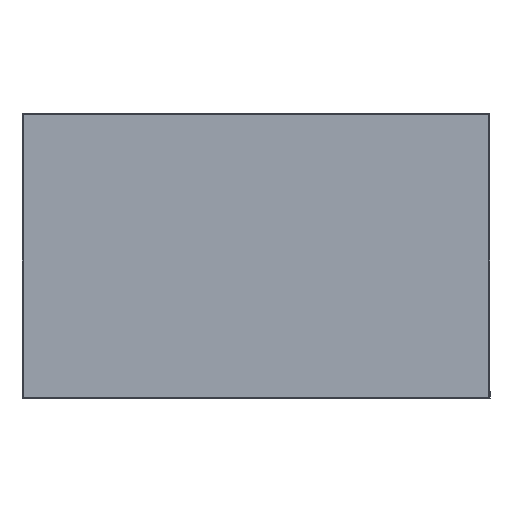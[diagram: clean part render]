
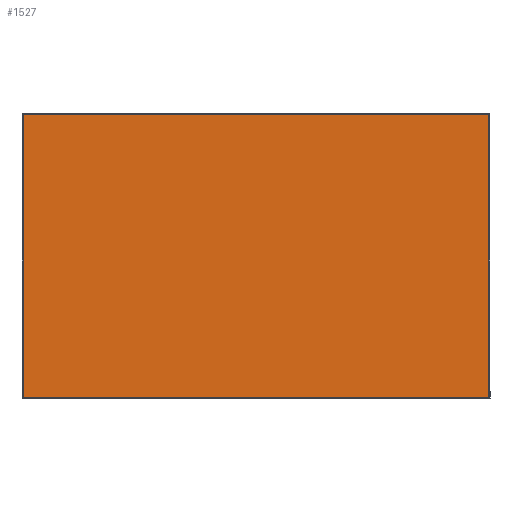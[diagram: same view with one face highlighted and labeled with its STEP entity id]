
A CAD part, top view. The second image highlights one B-rep face of the part: STEP entity #1527.
In plain terms, the highlighted planar face has unit normal (0, 0, 1).
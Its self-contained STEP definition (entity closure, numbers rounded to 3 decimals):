
#96 = VERTEX_POINT ( 'NONE', #3709 ) ;
#184 = CARTESIAN_POINT ( 'NONE',  ( 450.5, 275., 0. ) ) ;
#238 = LINE ( 'NONE', #184, #815 ) ;
#242 = DIRECTION ( 'NONE',  ( 1., 0., 0. ) ) ;
#285 = FACE_OUTER_BOUND ( 'NONE', #790, .T. ) ;
#305 = CARTESIAN_POINT ( 'NONE',  ( -450.5, -273.939, 0. ) ) ;
#332 = LINE ( 'NONE', #3715, #3412 ) ;
#451 = CARTESIAN_POINT ( 'NONE',  ( -450.5, 273.939, 0. ) ) ;
#478 = ORIENTED_EDGE ( 'NONE', *, *, #2294, .F. ) ;
#533 = ORIENTED_EDGE ( 'NONE', *, *, #658, .T. ) ;
#587 = CARTESIAN_POINT ( 'NONE',  ( 450.5, -273.939, 0. ) ) ;
#658 = EDGE_CURVE ( 'NONE', #2399, #2384, #855, .T. ) ;
#727 = DIRECTION ( 'NONE',  ( 0., 0., 1. ) ) ;
#790 = EDGE_LOOP ( 'NONE', ( #533, #1148, #478, #2423 ) ) ;
#815 = VECTOR ( 'NONE', #1616, 1000. ) ;
#855 = LINE ( 'NONE', #1615, #1584 ) ;
#968 = AXIS2_PLACEMENT_3D ( 'NONE', #1330, #727, #1001 ) ;
#1001 = DIRECTION ( 'NONE',  ( 1., 0., 0. ) ) ;
#1148 = ORIENTED_EDGE ( 'NONE', *, *, #1559, .F. ) ;
#1235 = DIRECTION ( 'NONE',  ( 0., 1., 0. ) ) ;
#1330 = CARTESIAN_POINT ( 'NONE',  ( 0., 0., 0. ) ) ;
#1527 = ADVANCED_FACE ( 'NONE', ( #285 ), #2750, .T. ) ;
#1559 = EDGE_CURVE ( 'NONE', #96, #2384, #238, .T. ) ;
#1584 = VECTOR ( 'NONE', #2011, 1000. ) ;
#1615 = CARTESIAN_POINT ( 'NONE',  ( -454.405, -273.939, 0. ) ) ;
#1616 = DIRECTION ( 'NONE',  ( 0., -1., 0. ) ) ;
#2011 = DIRECTION ( 'NONE',  ( 1., 0., 0. ) ) ;
#2076 = EDGE_CURVE ( 'NONE', #2399, #3363, #3107, .T. ) ;
#2294 = EDGE_CURVE ( 'NONE', #3363, #96, #332, .T. ) ;
#2332 = VECTOR ( 'NONE', #1235, 1000. ) ;
#2384 = VERTEX_POINT ( 'NONE', #587 ) ;
#2399 = VERTEX_POINT ( 'NONE', #305 ) ;
#2423 = ORIENTED_EDGE ( 'NONE', *, *, #2076, .F. ) ;
#2750 = PLANE ( 'NONE',  #968 ) ;
#3107 = LINE ( 'NONE', #3232, #2332 ) ;
#3232 = CARTESIAN_POINT ( 'NONE',  ( -450.5, -275., 0. ) ) ;
#3363 = VERTEX_POINT ( 'NONE', #451 ) ;
#3412 = VECTOR ( 'NONE', #242, 1000. ) ;
#3709 = CARTESIAN_POINT ( 'NONE',  ( 450.5, 273.939, 0. ) ) ;
#3715 = CARTESIAN_POINT ( 'NONE',  ( -454.405, 273.939, 0. ) ) ;
